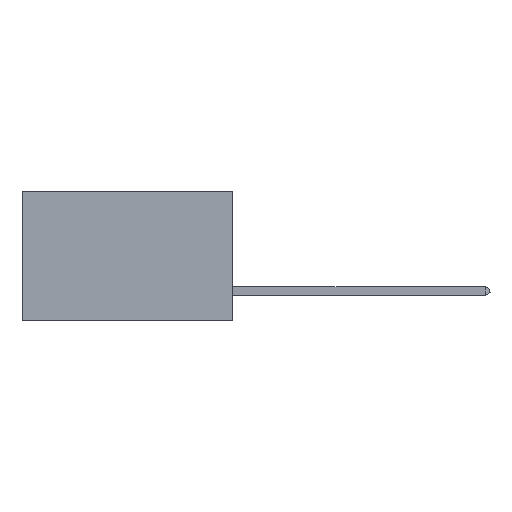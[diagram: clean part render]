
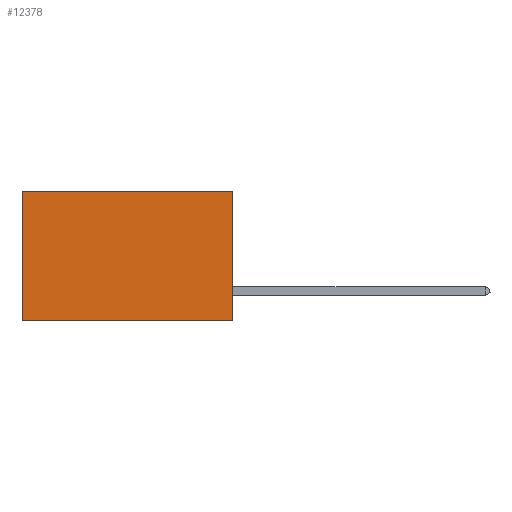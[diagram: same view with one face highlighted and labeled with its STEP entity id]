
A CAD part, left-side view. The second image highlights one B-rep face of the part: STEP entity #12378.
In plain terms, the highlighted planar face has unit normal (-1, 0, 0).
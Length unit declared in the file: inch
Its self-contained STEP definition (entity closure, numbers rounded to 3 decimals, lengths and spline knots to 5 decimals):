
#165 = CARTESIAN_POINT ( 'NONE',  ( 0.2875, 0., 0. ) ) ;
#638 = DIRECTION ( 'NONE',  ( 1., 0., 0. ) ) ;
#705 = EDGE_CURVE ( 'NONE', #20301, #9987, #21142, .T. ) ;
#770 = PLANE ( 'NONE',  #12561 ) ;
#878 = ORIENTED_EDGE ( 'NONE', *, *, #13034, .T. ) ;
#3104 = FACE_OUTER_BOUND ( 'NONE', #10538, .T. ) ;
#3981 = CARTESIAN_POINT ( 'NONE',  ( 0.2875, 0., -0.37 ) ) ;
#4268 = LINE ( 'NONE', #3981, #21174 ) ;
#4299 = DIRECTION ( 'NONE',  ( 0., 0., -1. ) ) ;
#4726 = CARTESIAN_POINT ( 'NONE',  ( 0.2875, 0., -0.37 ) ) ;
#4757 = LINE ( 'NONE', #11388, #18837 ) ;
#4787 = ORIENTED_EDGE ( 'NONE', *, *, #9023, .F. ) ;
#5664 = CARTESIAN_POINT ( 'NONE',  ( 0.2875, 0., 0. ) ) ;
#5694 = DIRECTION ( 'NONE',  ( 0., 1., 0. ) ) ;
#8591 = VECTOR ( 'NONE', #4299, 39.37008 ) ;
#8769 = CARTESIAN_POINT ( 'NONE',  ( 0.2875, 0., 0. ) ) ;
#9023 = EDGE_CURVE ( 'NONE', #9987, #18811, #4268, .T. ) ;
#9987 = VERTEX_POINT ( 'NONE', #4726 ) ;
#9991 = LINE ( 'NONE', #8769, #19473 ) ;
#10391 = DIRECTION ( 'NONE',  ( 0., 1., 0. ) ) ;
#10538 = EDGE_LOOP ( 'NONE', ( #18023, #4787, #18557, #878 ) ) ;
#11388 = CARTESIAN_POINT ( 'NONE',  ( 0.2875, 0.6, 0. ) ) ;
#11681 = DIRECTION ( 'NONE',  ( 0., 0., -1. ) ) ;
#12378 = ADVANCED_FACE ( 'NONE', ( #3104 ), #770, .F. ) ;
#12561 = AXIS2_PLACEMENT_3D ( 'NONE', #5664, #638, #13996 ) ;
#12679 = VERTEX_POINT ( 'NONE', #15588 ) ;
#13034 = EDGE_CURVE ( 'NONE', #20301, #12679, #9991, .T. ) ;
#13996 = DIRECTION ( 'NONE',  ( 0., 0., -1. ) ) ;
#14120 = CARTESIAN_POINT ( 'NONE',  ( 0.2875, 0., 0. ) ) ;
#15588 = CARTESIAN_POINT ( 'NONE',  ( 0.2875, 0.6, 0. ) ) ;
#16358 = CARTESIAN_POINT ( 'NONE',  ( 0.2875, 0.6, -0.37 ) ) ;
#17938 = EDGE_CURVE ( 'NONE', #12679, #18811, #4757, .T. ) ;
#18023 = ORIENTED_EDGE ( 'NONE', *, *, #17938, .T. ) ;
#18557 = ORIENTED_EDGE ( 'NONE', *, *, #705, .F. ) ;
#18811 = VERTEX_POINT ( 'NONE', #16358 ) ;
#18837 = VECTOR ( 'NONE', #11681, 39.37008 ) ;
#19473 = VECTOR ( 'NONE', #5694, 39.37008 ) ;
#20301 = VERTEX_POINT ( 'NONE', #165 ) ;
#21142 = LINE ( 'NONE', #14120, #8591 ) ;
#21174 = VECTOR ( 'NONE', #10391, 39.37008 ) ;
